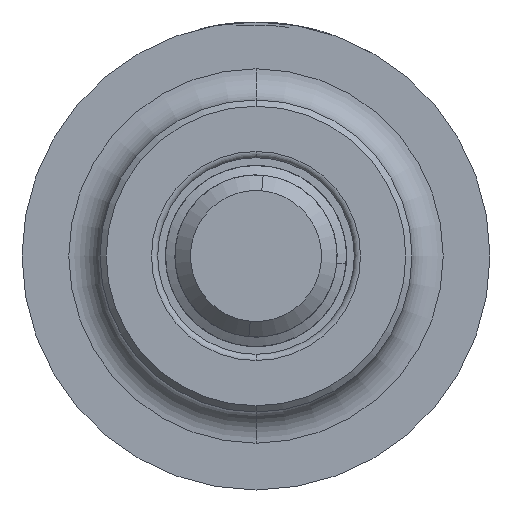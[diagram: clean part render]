
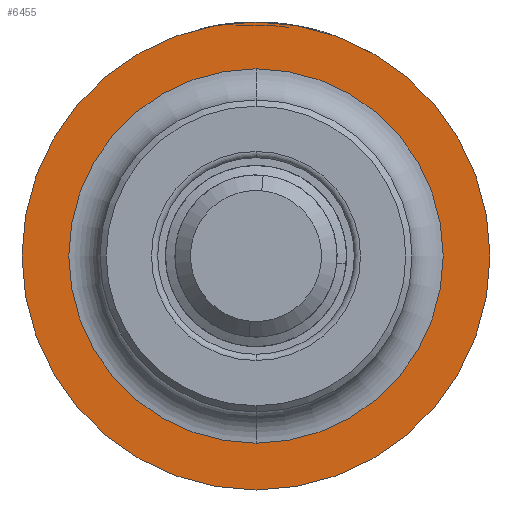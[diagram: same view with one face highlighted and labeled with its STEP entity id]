
A CAD part, front view. The second image highlights one B-rep face of the part: STEP entity #6455.
In plain terms, the highlighted planar face has unit normal (0, -1, 0).
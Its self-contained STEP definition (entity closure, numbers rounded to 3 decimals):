
#96 = VERTEX_POINT ( 'NONE', #5580 ) ;
#163 = CARTESIAN_POINT ( 'NONE',  ( 0., 12.42, -6. ) ) ;
#176 = AXIS2_PLACEMENT_3D ( 'NONE', #2450, #5555, #342 ) ;
#342 = DIRECTION ( 'NONE',  ( 0., 0., -1. ) ) ;
#583 = CARTESIAN_POINT ( 'NONE',  ( 0., 12.42, 0. ) ) ;
#633 = ORIENTED_EDGE ( 'NONE', *, *, #1775, .F. ) ;
#718 = CARTESIAN_POINT ( 'NONE',  ( 6., 12.42, 0. ) ) ;
#780 = CARTESIAN_POINT ( 'NONE',  ( 0., 12.42, 0. ) ) ;
#858 = VERTEX_POINT ( 'NONE', #4591 ) ;
#1324 = EDGE_CURVE ( 'NONE', #4330, #5876, #4733, .T. ) ;
#1775 = EDGE_CURVE ( 'NONE', #5876, #4330, #6406, .T. ) ;
#1778 = AXIS2_PLACEMENT_3D ( 'NONE', #583, #2707, #3747 ) ;
#1805 = PLANE ( 'NONE',  #6575 ) ;
#1852 = DIRECTION ( 'NONE',  ( 0., -1., 0. ) ) ;
#2116 = ORIENTED_EDGE ( 'NONE', *, *, #5582, .T. ) ;
#2261 = CIRCLE ( 'NONE', #1778, 7.5 ) ;
#2294 = FACE_BOUND ( 'NONE', #2734, .T. ) ;
#2313 = CARTESIAN_POINT ( 'NONE',  ( 0., 12.42, 6. ) ) ;
#2450 = CARTESIAN_POINT ( 'NONE',  ( 0., 12.42, 0. ) ) ;
#2547 = ORIENTED_EDGE ( 'NONE', *, *, #1324, .F. ) ;
#2707 = DIRECTION ( 'NONE',  ( 0., -1., 0. ) ) ;
#2734 = EDGE_LOOP ( 'NONE', ( #633, #2547 ) ) ;
#2976 = EDGE_LOOP ( 'NONE', ( #2116, #3769 ) ) ;
#3413 = EDGE_CURVE ( 'NONE', #858, #96, #5058, .T. ) ;
#3747 = DIRECTION ( 'NONE',  ( 0., 0., -1. ) ) ;
#3769 = ORIENTED_EDGE ( 'NONE', *, *, #3413, .T. ) ;
#4031 = AXIS2_PLACEMENT_3D ( 'NONE', #5097, #4487, #4578 ) ;
#4330 = VERTEX_POINT ( 'NONE', #2313 ) ;
#4444 = DIRECTION ( 'NONE',  ( 0., -1., 0. ) ) ;
#4487 = DIRECTION ( 'NONE',  ( 0., -1., 0. ) ) ;
#4578 = DIRECTION ( 'NONE',  ( 0., 0., -1. ) ) ;
#4591 = CARTESIAN_POINT ( 'NONE',  ( 0., 12.42, 7.5 ) ) ;
#4733 = CIRCLE ( 'NONE', #4031, 6. ) ;
#4986 = DIRECTION ( 'NONE',  ( 0., 0., -1. ) ) ;
#5058 = CIRCLE ( 'NONE', #5394, 7.5 ) ;
#5097 = CARTESIAN_POINT ( 'NONE',  ( 0., 12.42, 0. ) ) ;
#5394 = AXIS2_PLACEMENT_3D ( 'NONE', #780, #4444, #4986 ) ;
#5555 = DIRECTION ( 'NONE',  ( 0., -1., 0. ) ) ;
#5580 = CARTESIAN_POINT ( 'NONE',  ( 0., 12.42, -7.5 ) ) ;
#5582 = EDGE_CURVE ( 'NONE', #96, #858, #2261, .T. ) ;
#5876 = VERTEX_POINT ( 'NONE', #163 ) ;
#6265 = FACE_OUTER_BOUND ( 'NONE', #2976, .T. ) ;
#6406 = CIRCLE ( 'NONE', #176, 6. ) ;
#6455 = ADVANCED_FACE ( 'NONE', ( #6265, #2294 ), #1805, .T. ) ;
#6489 = DIRECTION ( 'NONE',  ( 0., 0., -1. ) ) ;
#6575 = AXIS2_PLACEMENT_3D ( 'NONE', #718, #1852, #6489 ) ;
